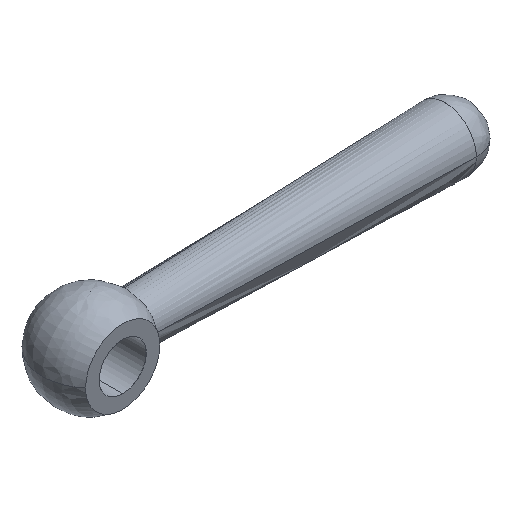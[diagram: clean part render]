
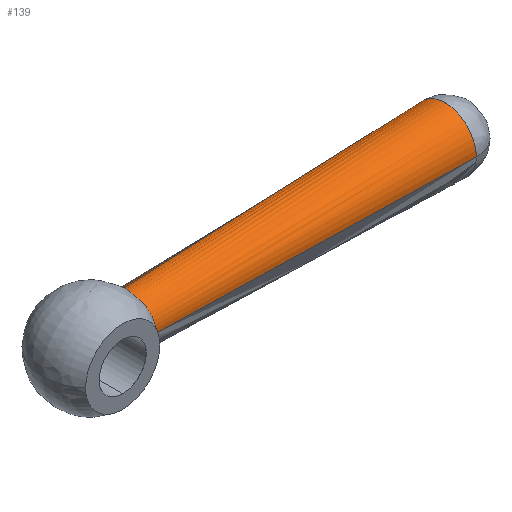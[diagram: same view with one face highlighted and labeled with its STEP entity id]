
A CAD part, isometric view. The second image highlights one B-rep face of the part: STEP entity #139.
In plain terms, the highlighted free-form (B-spline) face has degree [2, 1] with [5, 2] control points.
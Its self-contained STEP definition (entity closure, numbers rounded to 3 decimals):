
#139 = ADVANCED_FACE('',(#140),#214,.T.);
#140 = FACE_BOUND('',#141,.T.);
#141 = EDGE_LOOP('',(#142,#192,#199,#209));
#142 = ORIENTED_EDGE('',*,*,#143,.F.);
#143 = EDGE_CURVE('',#144,#146,#148,.T.);
#144 = VERTEX_POINT('',#145);
#145 = CARTESIAN_POINT('',(10.153,-4.334,
    0.));
#146 = VERTEX_POINT('',#147);
#147 = CARTESIAN_POINT('',(9.068,6.296,
    0.));
#148 = B_SPLINE_CURVE_WITH_KNOTS('',3,(#149,#150,#151,#152,#153,#154,
    #155,#156,#157,#158,#159,#160,#161,#162,#163,#164,#165,#166,#167,
    #168,#169,#170,#171,#172,#173,#174,#175,#176,#177,#178,#179,#180,
    #181,#182,#183,#184,#185,#186,#187,#188,#189,#190,#191),
  .UNSPECIFIED.,.F.,.F.,(4,2,2,2,2,2,2,2,2,2,2,2,2,2,2,2,1,2,2,2,2,4),(
    0.005,0.006,0.006,
    0.007,0.009,0.01,
    0.01,0.011,0.012,
    0.013,0.014,0.015,
    0.016,0.017,0.018,
    0.019,0.019,0.02,
    0.02,0.022,0.023,
    0.024),.UNSPECIFIED.);
#149 = CARTESIAN_POINT('',(10.153,-4.334,
    0.));
#150 = CARTESIAN_POINT('',(10.153,-4.334,
    0.174));
#151 = CARTESIAN_POINT('',(10.152,-4.325,
    0.347));
#152 = CARTESIAN_POINT('',(10.149,-4.291,0.694
    ));
#153 = CARTESIAN_POINT('',(10.146,-4.265,
    0.869));
#154 = CARTESIAN_POINT('',(10.136,-4.162,1.384
    ));
#155 = CARTESIAN_POINT('',(10.127,-4.061,
    1.717));
#156 = CARTESIAN_POINT('',(10.101,-3.794,
    2.359));
#157 = CARTESIAN_POINT('',(10.084,-3.627,
    2.671));
#158 = CARTESIAN_POINT('',(10.047,-3.239,
    3.249));
#159 = CARTESIAN_POINT('',(10.025,-3.019,
    3.516));
#160 = CARTESIAN_POINT('',(9.989,-2.649,3.886)
  );
#161 = CARTESIAN_POINT('',(9.976,-2.518,4.004
    ));
#162 = CARTESIAN_POINT('',(9.949,-2.248,4.225)
  );
#163 = CARTESIAN_POINT('',(9.936,-2.109,4.328)
  );
#164 = CARTESIAN_POINT('',(9.893,-1.677,4.616
    ));
#165 = CARTESIAN_POINT('',(9.862,-1.37,4.779
    ));
#166 = CARTESIAN_POINT('',(9.798,-0.722,5.047
    ));
#167 = CARTESIAN_POINT('',(9.764,-0.391,5.146
    ));
#168 = CARTESIAN_POINT('',(9.713,0.118,5.247)
  );
#169 = CARTESIAN_POINT('',(9.696,0.289,5.273)
  );
#170 = CARTESIAN_POINT('',(9.661,0.636,5.307)
  );
#171 = CARTESIAN_POINT('',(9.643,0.811,5.315)
  );
#172 = CARTESIAN_POINT('',(9.59,1.332,5.315)
  );
#173 = CARTESIAN_POINT('',(9.554,1.676,5.281)
  );
#174 = CARTESIAN_POINT('',(9.484,2.356,5.146)
  );
#175 = CARTESIAN_POINT('',(9.449,2.694,5.043)
  );
#176 = CARTESIAN_POINT('',(9.383,3.333,4.779)
  );
#177 = CARTESIAN_POINT('',(9.351,3.639,4.616));
#178 = CARTESIAN_POINT('',(9.305,4.075,4.325)
  );
#179 = CARTESIAN_POINT('',(9.29,4.216,4.221)
  );
#180 = CARTESIAN_POINT('',(9.262,4.485,4.)
  );
#181 = CARTESIAN_POINT('',(9.234,4.742,3.768)
  );
#182 = CARTESIAN_POINT('',(9.21,4.975,3.511)
  );
#183 = CARTESIAN_POINT('',(9.186,5.196,3.243)
  );
#184 = CARTESIAN_POINT('',(9.175,5.301,3.101)
  );
#185 = CARTESIAN_POINT('',(9.144,5.593,2.665)
  );
#186 = CARTESIAN_POINT('',(9.126,5.756,2.359)
  );
#187 = CARTESIAN_POINT('',(9.097,6.023,1.717)
  );
#188 = CARTESIAN_POINT('',(9.086,6.126,1.378)
  );
#189 = CARTESIAN_POINT('',(9.072,6.262,0.695)
  );
#190 = CARTESIAN_POINT('',(9.068,6.296,0.349)
  );
#191 = CARTESIAN_POINT('',(9.068,6.296,
    0.));
#192 = ORIENTED_EDGE('',*,*,#193,.T.);
#193 = EDGE_CURVE('',#144,#194,#196,.T.);
#194 = VERTEX_POINT('',#195);
#195 = CARTESIAN_POINT('',(81.075,-6.069,0.));
#196 = B_SPLINE_CURVE_WITH_KNOTS('',1,(#197,#198),.UNSPECIFIED.,.F.,.F.,
  (2,2),(-80.332,0.),.PIECEWISE_BEZIER_KNOTS.);
#197 = CARTESIAN_POINT('',(10.153,-4.334,
    0.));
#198 = CARTESIAN_POINT('',(81.075,-6.069,
    0.));
#199 = ORIENTED_EDGE('',*,*,#200,.T.);
#200 = EDGE_CURVE('',#194,#201,#203,.T.);
#201 = VERTEX_POINT('',#202);
#202 = CARTESIAN_POINT('',(81.075,8.057,
    0.));
#203 = ( BOUNDED_CURVE() B_SPLINE_CURVE(2,(#204,#205,#206,#207,#208),
.UNSPECIFIED.,.F.,.F.) B_SPLINE_CURVE_WITH_KNOTS((3,2,3),(0.,
1.571,3.142),.PIECEWISE_BEZIER_KNOTS.) CURVE() 
GEOMETRIC_REPRESENTATION_ITEM() RATIONAL_B_SPLINE_CURVE((1.,
0.707,1.,0.707,1.)) REPRESENTATION_ITEM('') );
#204 = CARTESIAN_POINT('',(81.075,-6.069,0.));
#205 = CARTESIAN_POINT('',(81.075,-6.069,
    7.063));
#206 = CARTESIAN_POINT('',(81.075,0.994,7.063
    ));
#207 = CARTESIAN_POINT('',(81.075,8.057,7.063
    ));
#208 = CARTESIAN_POINT('',(81.075,8.057,
    0.));
#209 = ORIENTED_EDGE('',*,*,#210,.F.);
#210 = EDGE_CURVE('',#146,#201,#211,.T.);
#211 = B_SPLINE_CURVE_WITH_KNOTS('',1,(#212,#213),.UNSPECIFIED.,.F.,.F.,
  (2,2),(-81.561,0.),.PIECEWISE_BEZIER_KNOTS.);
#212 = CARTESIAN_POINT('',(9.068,6.296,0.));
#213 = CARTESIAN_POINT('',(81.075,8.057,0.));
#214 = ( BOUNDED_SURFACE() B_SPLINE_SURFACE(2,1,(
    (#215,#216)
    ,(#217,#218)
    ,(#219,#220)
    ,(#221,#222)
,(#223,#224
    )),.UNSPECIFIED.,.F.,.F.,.F.) B_SPLINE_SURFACE_WITH_KNOTS((3,2,3),(2
    ,2),(0.,1.571,3.142),(-81.561,
    0.),.PIECEWISE_BEZIER_KNOTS.) 
GEOMETRIC_REPRESENTATION_ITEM() RATIONAL_B_SPLINE_SURFACE((
    (1.,1.)
    ,(0.707,0.707)
    ,(1.,1.)
    ,(0.707,0.707)
,(1.,1.))) REPRESENTATION_ITEM('') SURFACE() );
#215 = CARTESIAN_POINT('',(9.068,6.296,0.));
#216 = CARTESIAN_POINT('',(81.075,8.057,0.));
#217 = CARTESIAN_POINT('',(9.068,6.296,5.301));
#218 = CARTESIAN_POINT('',(81.075,8.057,7.063
    ));
#219 = CARTESIAN_POINT('',(9.068,0.994,5.301));
#220 = CARTESIAN_POINT('',(81.075,0.994,7.063
    ));
#221 = CARTESIAN_POINT('',(9.068,-4.307,5.301)
  );
#222 = CARTESIAN_POINT('',(81.075,-6.069,
    7.063));
#223 = CARTESIAN_POINT('',(9.068,-4.307,
    0.));
#224 = CARTESIAN_POINT('',(81.075,-6.069,
    0.));
